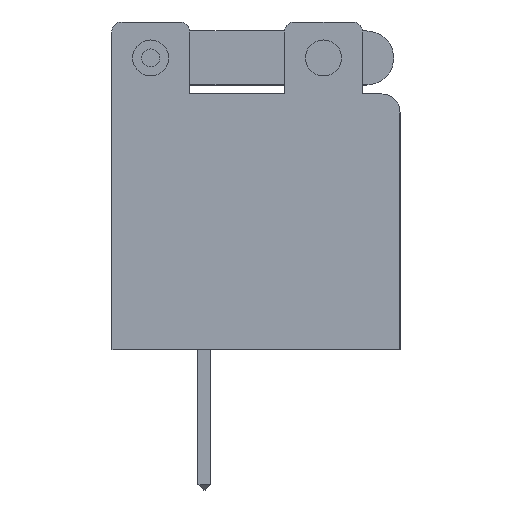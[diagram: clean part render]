
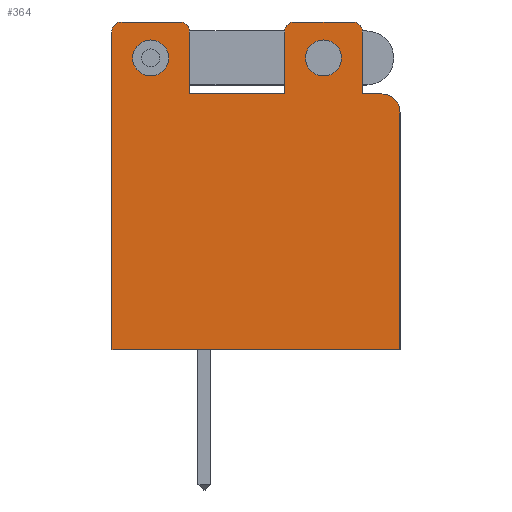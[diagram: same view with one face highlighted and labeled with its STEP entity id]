
A CAD part, left-side view. The second image highlights one B-rep face of the part: STEP entity #364.
In plain terms, the highlighted planar face has unit normal (-1, 0, 0).
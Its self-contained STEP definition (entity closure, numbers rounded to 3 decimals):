
#104 = VERTEX_POINT('',#105);
#105 = CARTESIAN_POINT('',(-5.5,-4.025,17.7));
#111 = EDGE_CURVE('',#104,#112,#114,.T.);
#112 = VERTEX_POINT('',#113);
#113 = CARTESIAN_POINT('',(-5.5,-4.025,14.2));
#114 = LINE('',#115,#116);
#115 = CARTESIAN_POINT('',(-5.5,-4.025,17.7));
#116 = VECTOR('',#117,1.);
#117 = DIRECTION('',(0.,0.,-1.));
#142 = EDGE_CURVE('',#104,#143,#145,.T.);
#143 = VERTEX_POINT('',#144);
#144 = CARTESIAN_POINT('',(-5.5,-3.525,18.2));
#145 = CIRCLE('',#146,0.5);
#146 = AXIS2_PLACEMENT_3D('',#147,#148,#149);
#147 = CARTESIAN_POINT('',(-5.5,-3.525,17.7));
#148 = DIRECTION('',(-1.,0.,0.));
#149 = DIRECTION('',(0.,1.,0.));
#175 = EDGE_CURVE('',#112,#176,#178,.T.);
#176 = VERTEX_POINT('',#177);
#177 = CARTESIAN_POINT('',(-5.5,-5.125,14.2));
#178 = LINE('',#179,#180);
#179 = CARTESIAN_POINT('',(-5.5,-4.025,14.2));
#180 = VECTOR('',#181,1.);
#181 = DIRECTION('',(0.,-1.,0.));
#364 = ADVANCED_FACE('',(#365,#468,#479),#490,.F.);
#365 = FACE_BOUND('',#366,.F.);
#366 = EDGE_LOOP('',(#367,#368,#369,#378,#386,#394,#402,#411,#419,#428,
    #436,#444,#452,#461,#467));
#367 = ORIENTED_EDGE('',*,*,#111,.T.);
#368 = ORIENTED_EDGE('',*,*,#175,.T.);
#369 = ORIENTED_EDGE('',*,*,#370,.F.);
#370 = EDGE_CURVE('',#371,#176,#373,.T.);
#371 = VERTEX_POINT('',#372);
#372 = CARTESIAN_POINT('',(-5.5,-6.125,13.2));
#373 = CIRCLE('',#374,1.);
#374 = AXIS2_PLACEMENT_3D('',#375,#376,#377);
#375 = CARTESIAN_POINT('',(-5.5,-5.125,13.2));
#376 = DIRECTION('',(-1.,0.,0.));
#377 = DIRECTION('',(0.,1.,0.));
#378 = ORIENTED_EDGE('',*,*,#379,.T.);
#379 = EDGE_CURVE('',#371,#380,#382,.T.);
#380 = VERTEX_POINT('',#381);
#381 = CARTESIAN_POINT('',(-5.5,-6.125,0.));
#382 = LINE('',#383,#384);
#383 = CARTESIAN_POINT('',(-5.5,-6.125,13.2));
#384 = VECTOR('',#385,1.);
#385 = DIRECTION('',(0.,0.,-1.));
#386 = ORIENTED_EDGE('',*,*,#387,.T.);
#387 = EDGE_CURVE('',#380,#388,#390,.T.);
#388 = VERTEX_POINT('',#389);
#389 = CARTESIAN_POINT('',(-5.5,9.875,0.));
#390 = LINE('',#391,#392);
#391 = CARTESIAN_POINT('',(-5.5,-6.125,0.));
#392 = VECTOR('',#393,1.);
#393 = DIRECTION('',(0.,1.,0.));
#394 = ORIENTED_EDGE('',*,*,#395,.T.);
#395 = EDGE_CURVE('',#388,#396,#398,.T.);
#396 = VERTEX_POINT('',#397);
#397 = CARTESIAN_POINT('',(-5.5,9.875,17.7));
#398 = LINE('',#399,#400);
#399 = CARTESIAN_POINT('',(-5.5,9.875,0.));
#400 = VECTOR('',#401,1.);
#401 = DIRECTION('',(0.,0.,1.));
#402 = ORIENTED_EDGE('',*,*,#403,.F.);
#403 = EDGE_CURVE('',#404,#396,#406,.T.);
#404 = VERTEX_POINT('',#405);
#405 = CARTESIAN_POINT('',(-5.5,9.375,18.2));
#406 = CIRCLE('',#407,0.5);
#407 = AXIS2_PLACEMENT_3D('',#408,#409,#410);
#408 = CARTESIAN_POINT('',(-5.5,9.375,17.7));
#409 = DIRECTION('',(-1.,0.,0.));
#410 = DIRECTION('',(0.,1.,0.));
#411 = ORIENTED_EDGE('',*,*,#412,.T.);
#412 = EDGE_CURVE('',#404,#413,#415,.T.);
#413 = VERTEX_POINT('',#414);
#414 = CARTESIAN_POINT('',(-5.5,6.075,18.2));
#415 = LINE('',#416,#417);
#416 = CARTESIAN_POINT('',(-5.5,9.375,18.2));
#417 = VECTOR('',#418,1.);
#418 = DIRECTION('',(0.,-1.,0.));
#419 = ORIENTED_EDGE('',*,*,#420,.F.);
#420 = EDGE_CURVE('',#421,#413,#423,.T.);
#421 = VERTEX_POINT('',#422);
#422 = CARTESIAN_POINT('',(-5.5,5.575,17.7));
#423 = CIRCLE('',#424,0.5);
#424 = AXIS2_PLACEMENT_3D('',#425,#426,#427);
#425 = CARTESIAN_POINT('',(-5.5,6.075,17.7));
#426 = DIRECTION('',(-1.,0.,0.));
#427 = DIRECTION('',(0.,1.,0.));
#428 = ORIENTED_EDGE('',*,*,#429,.T.);
#429 = EDGE_CURVE('',#421,#430,#432,.T.);
#430 = VERTEX_POINT('',#431);
#431 = CARTESIAN_POINT('',(-5.5,5.575,14.2));
#432 = LINE('',#433,#434);
#433 = CARTESIAN_POINT('',(-5.5,5.575,17.7));
#434 = VECTOR('',#435,1.);
#435 = DIRECTION('',(0.,0.,-1.));
#436 = ORIENTED_EDGE('',*,*,#437,.T.);
#437 = EDGE_CURVE('',#430,#438,#440,.T.);
#438 = VERTEX_POINT('',#439);
#439 = CARTESIAN_POINT('',(-5.5,0.275,14.2));
#440 = LINE('',#441,#442);
#441 = CARTESIAN_POINT('',(-5.5,5.575,14.2));
#442 = VECTOR('',#443,1.);
#443 = DIRECTION('',(0.,-1.,0.));
#444 = ORIENTED_EDGE('',*,*,#445,.T.);
#445 = EDGE_CURVE('',#438,#446,#448,.T.);
#446 = VERTEX_POINT('',#447);
#447 = CARTESIAN_POINT('',(-5.5,0.275,17.7));
#448 = LINE('',#449,#450);
#449 = CARTESIAN_POINT('',(-5.5,0.275,14.2));
#450 = VECTOR('',#451,1.);
#451 = DIRECTION('',(0.,0.,1.));
#452 = ORIENTED_EDGE('',*,*,#453,.F.);
#453 = EDGE_CURVE('',#454,#446,#456,.T.);
#454 = VERTEX_POINT('',#455);
#455 = CARTESIAN_POINT('',(-5.5,-0.225,18.2));
#456 = CIRCLE('',#457,0.5);
#457 = AXIS2_PLACEMENT_3D('',#458,#459,#460);
#458 = CARTESIAN_POINT('',(-5.5,-0.225,17.7));
#459 = DIRECTION('',(-1.,0.,0.));
#460 = DIRECTION('',(0.,1.,0.));
#461 = ORIENTED_EDGE('',*,*,#462,.T.);
#462 = EDGE_CURVE('',#454,#143,#463,.T.);
#463 = LINE('',#464,#465);
#464 = CARTESIAN_POINT('',(-5.5,-0.225,18.2));
#465 = VECTOR('',#466,1.);
#466 = DIRECTION('',(0.,-1.,0.));
#467 = ORIENTED_EDGE('',*,*,#142,.F.);
#468 = FACE_BOUND('',#469,.F.);
#469 = EDGE_LOOP('',(#470));
#470 = ORIENTED_EDGE('',*,*,#471,.T.);
#471 = EDGE_CURVE('',#472,#472,#474,.T.);
#472 = VERTEX_POINT('',#473);
#473 = CARTESIAN_POINT('',(-5.5,8.725,16.2));
#474 = CIRCLE('',#475,1.);
#475 = AXIS2_PLACEMENT_3D('',#476,#477,#478);
#476 = CARTESIAN_POINT('',(-5.5,7.725,16.2));
#477 = DIRECTION('',(-1.,0.,0.));
#478 = DIRECTION('',(0.,1.,0.));
#479 = FACE_BOUND('',#480,.F.);
#480 = EDGE_LOOP('',(#481));
#481 = ORIENTED_EDGE('',*,*,#482,.T.);
#482 = EDGE_CURVE('',#483,#483,#485,.T.);
#483 = VERTEX_POINT('',#484);
#484 = CARTESIAN_POINT('',(-5.5,-0.875,16.2));
#485 = CIRCLE('',#486,1.);
#486 = AXIS2_PLACEMENT_3D('',#487,#488,#489);
#487 = CARTESIAN_POINT('',(-5.5,-1.875,16.2));
#488 = DIRECTION('',(-1.,0.,0.));
#489 = DIRECTION('',(0.,1.,0.));
#490 = PLANE('',#491);
#491 = AXIS2_PLACEMENT_3D('',#492,#493,#494);
#492 = CARTESIAN_POINT('',(-5.5,2.135,9.321));
#493 = DIRECTION('',(1.,0.,0.));
#494 = DIRECTION('',(0.,1.,0.));
